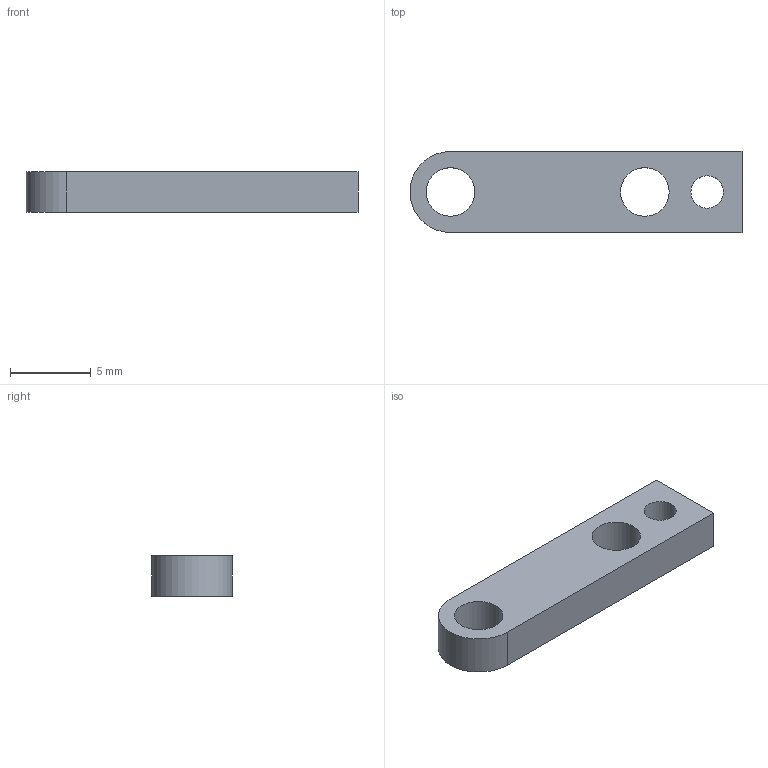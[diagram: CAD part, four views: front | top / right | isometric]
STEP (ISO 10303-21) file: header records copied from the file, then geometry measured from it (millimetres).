
FILE_DESCRIPTION(('STEP AP242'), '1');
FILE_NAME('懤矐膻賚 1', '', ('UNSPECIFIED'), ('UNSPECIFIED'), 'C3D Converter', 'C3D Toolkit', '');
FILE_SCHEMA(('AP242_MANAGED_MODEL_BASED_3D_ENGINEERING_MIM_LF { 1 0 10303 442 1 1 4 }'));
Length unit declared in the file: millimetre
Bounding box: 20.5 x 5 x 2.5 mm (x, y, z)
Volume: 206.3 mm3; surface area: 350 mm2
Topology: 1 solids, 1 shells, 9 faces, 21 edges, 14 vertices
Faces by surface type: plane 5, cylinder 4
Full cylindrical faces by diameter (mm): 2 x1, 3 x2
Entity records: 367 total; most frequent: DIRECTION 46, CARTESIAN_POINT 42, ORIENTED_EDGE 36, AXIS2_PLACEMENT_3D 18, EDGE_LOOP 18, EDGE_CURVE 18, VERTEX_POINT 14, FACE_BOUND 12
